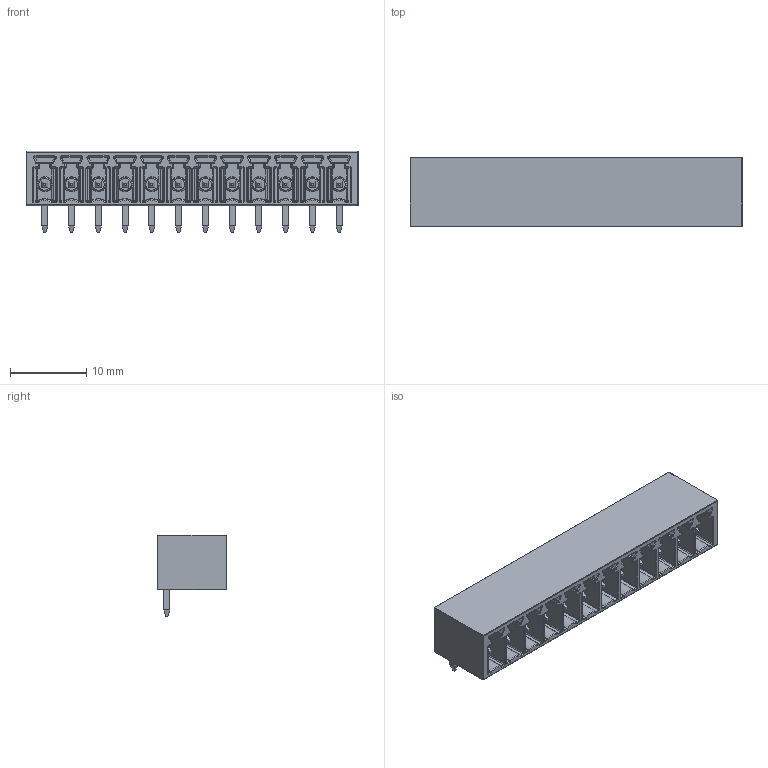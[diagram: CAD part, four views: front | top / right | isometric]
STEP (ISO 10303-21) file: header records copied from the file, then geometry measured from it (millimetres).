
FILE_DESCRIPTION(/* description */ (''),/* implementation_level */ '2;1');
FILE_NAME(/* name */ 'Molex - 395021012.step',/* time_stamp */ '2020-06-25T15:46:04+01:00',/* author */ (''),/* organization */ (''),/* preprocessor_version */ 'ST-DEVELOPER v18.1',/* originating_system */ 'Autodesk Translation Framework v9.3.0.1241',/* authorisation */ '');
FILE_SCHEMA (('AUTOMOTIVE_DESIGN { 1 0 10303 214 3 1 1 }'));
Products named in the file (1): Molex - 395021012
Bounding box: 43.48 x 9.14 x 10.67 mm (x, y, z)
Volume: 1468.4 mm3; surface area: 3941.6 mm2
Topology: 1 solids, 1 shells, 1766 faces, 3944 edges, 2216 vertices
Faces by surface type: cylinder 636, plane 462, torus 252, bspline 224, sphere 192
Full cylindrical faces by diameter (mm): 1.778 x12
Entity records: 59885 total; most frequent: CARTESIAN_POINT 21071, DIRECTION 8370, ORIENTED_EDGE 7888, EDGE_CURVE 3944, AXIS2_PLACEMENT_3D 3315, VERTEX_POINT 2216, EDGE_LOOP 1802, CIRCLE 1772
